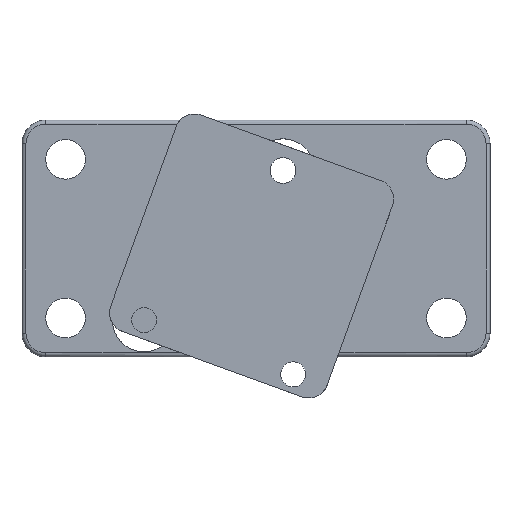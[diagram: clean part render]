
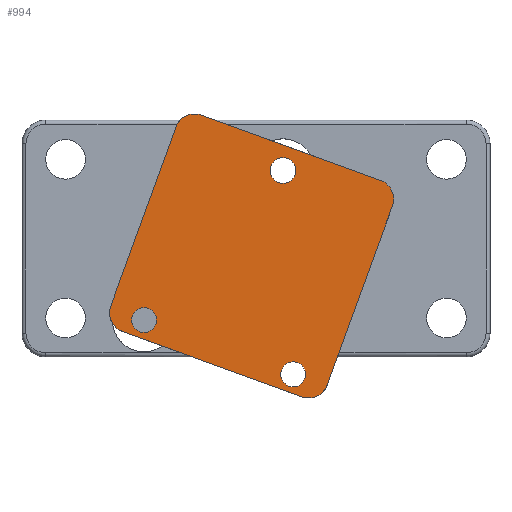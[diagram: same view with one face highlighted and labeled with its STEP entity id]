
A CAD part, top view. The second image highlights one B-rep face of the part: STEP entity #994.
In plain terms, the highlighted planar face has unit normal (0, 0, 1).
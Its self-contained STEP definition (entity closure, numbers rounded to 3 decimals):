
#32=FACE_BOUND('',#341,.T.);
#33=FACE_BOUND('',#342,.T.);
#34=FACE_BOUND('',#343,.T.);
#51=PLANE('',#1117);
#97=LINE('',#1634,#171);
#106=LINE('',#1656,#180);
#109=LINE('',#1664,#183);
#118=LINE('',#1718,#192);
#171=VECTOR('',#1321,10.);
#180=VECTOR('',#1344,10.);
#183=VECTOR('',#1355,10.);
#192=VECTOR('',#1410,10.);
#276=FACE_OUTER_BOUND('',#340,.T.);
#340=EDGE_LOOP('',(#917,#918,#919,#920,#921,#922,#923,#924));
#341=EDGE_LOOP('',(#925));
#342=EDGE_LOOP('',(#926));
#343=EDGE_LOOP('',(#927));
#399=CIRCLE('',#1082,2.5);
#400=CIRCLE('',#1085,2.5);
#403=CIRCLE('',#1091,2.5);
#406=CIRCLE('',#1096,2.5);
#412=CIRCLE('',#1112,1.575);
#413=CIRCLE('',#1114,1.615);
#414=CIRCLE('',#1116,1.575);
#485=VERTEX_POINT('',#1631);
#486=VERTEX_POINT('',#1633);
#490=VERTEX_POINT('',#1647);
#491=VERTEX_POINT('',#1648);
#492=VERTEX_POINT('',#1654);
#493=VERTEX_POINT('',#1659);
#495=VERTEX_POINT('',#1670);
#498=VERTEX_POINT('',#1679);
#506=VERTEX_POINT('',#1720);
#507=VERTEX_POINT('',#1724);
#508=VERTEX_POINT('',#1728);
#605=EDGE_CURVE('',#486,#485,#97,.T.);
#612=EDGE_CURVE('',#490,#491,#399,.T.);
#617=EDGE_CURVE('',#490,#492,#106,.T.);
#620=EDGE_CURVE('',#493,#485,#400,.T.);
#622=EDGE_CURVE('',#493,#491,#109,.T.);
#626=EDGE_CURVE('',#486,#495,#403,.T.);
#630=EDGE_CURVE('',#498,#492,#406,.T.);
#643=EDGE_CURVE('',#498,#495,#118,.T.);
#644=EDGE_CURVE('',#506,#506,#412,.T.);
#646=EDGE_CURVE('',#507,#507,#413,.T.);
#648=EDGE_CURVE('',#508,#508,#414,.T.);
#917=ORIENTED_EDGE('',*,*,#612,.F.);
#918=ORIENTED_EDGE('',*,*,#617,.T.);
#919=ORIENTED_EDGE('',*,*,#630,.F.);
#920=ORIENTED_EDGE('',*,*,#643,.T.);
#921=ORIENTED_EDGE('',*,*,#626,.F.);
#922=ORIENTED_EDGE('',*,*,#605,.T.);
#923=ORIENTED_EDGE('',*,*,#620,.F.);
#924=ORIENTED_EDGE('',*,*,#622,.T.);
#925=ORIENTED_EDGE('',*,*,#646,.T.);
#926=ORIENTED_EDGE('',*,*,#644,.T.);
#927=ORIENTED_EDGE('',*,*,#648,.T.);
#994=ADVANCED_FACE('',(#276,#32,#33,#34),#51,.T.);
#1082=AXIS2_PLACEMENT_3D('',#1649,#1336,#1337);
#1085=AXIS2_PLACEMENT_3D('',#1661,#1349,#1350);
#1091=AXIS2_PLACEMENT_3D('',#1671,#1363,#1364);
#1096=AXIS2_PLACEMENT_3D('',#1680,#1374,#1375);
#1112=AXIS2_PLACEMENT_3D('',#1721,#1413,#1414);
#1114=AXIS2_PLACEMENT_3D('',#1725,#1418,#1419);
#1116=AXIS2_PLACEMENT_3D('',#1729,#1423,#1424);
#1117=AXIS2_PLACEMENT_3D('',#1731,#1426,#1427);
#1321=DIRECTION('',(0.94,-0.342,0.));
#1336=DIRECTION('center_axis',(0.,0.,
-1.));
#1337=DIRECTION('ref_axis',(0.906,0.423,0.));
#1344=DIRECTION('',(-0.94,0.342,0.));
#1349=DIRECTION('center_axis',(0.,0.,
-1.));
#1350=DIRECTION('ref_axis',(0.423,-0.906,0.));
#1355=DIRECTION('',(0.342,0.94,0.));
#1363=DIRECTION('center_axis',(0.,0.,
-1.));
#1364=DIRECTION('ref_axis',(-0.906,-0.423,0.));
#1374=DIRECTION('center_axis',(0.,0.,
-1.));
#1375=DIRECTION('ref_axis',(-0.423,0.906,0.));
#1410=DIRECTION('',(-0.342,-0.94,0.));
#1413=DIRECTION('center_axis',(0.,0.,
-1.));
#1414=DIRECTION('ref_axis',(0.94,-0.342,0.));
#1418=DIRECTION('center_axis',(0.,0.,
-1.));
#1419=DIRECTION('ref_axis',(0.94,-0.342,0.));
#1423=DIRECTION('center_axis',(0.,0.,
-1.));
#1424=DIRECTION('ref_axis',(0.94,-0.342,0.));
#1426=DIRECTION('center_axis',(0.,0.,
1.));
#1427=DIRECTION('ref_axis',(1.,0.,0.));
#1631=CARTESIAN_POINT('',(13.785,-12.034,-32.8));
#1633=CARTESIAN_POINT('',(-8.818,-3.807,-32.8));
#1634=CARTESIAN_POINT('',(-11.168,-2.952,-32.8));
#1647=CARTESIAN_POINT('',(23.708,15.229,-32.8));
#1648=CARTESIAN_POINT('',(25.202,12.025,-32.8));
#1649=CARTESIAN_POINT('Origin',(22.853,12.88,-32.8));
#1654=CARTESIAN_POINT('',(1.105,23.456,-32.8));
#1656=CARTESIAN_POINT('',(26.057,14.374,-32.8));
#1659=CARTESIAN_POINT('',(16.99,-10.54,-32.8));
#1661=CARTESIAN_POINT('Origin',(14.64,-9.685,-32.8));
#1664=CARTESIAN_POINT('',(16.134,-12.889,-32.8));
#1670=CARTESIAN_POINT('',(-10.313,-0.603,-32.8));
#1671=CARTESIAN_POINT('Origin',(-7.963,-1.458,-32.8));
#1679=CARTESIAN_POINT('',(-2.1,21.962,-32.8));
#1680=CARTESIAN_POINT('Origin',(0.25,21.107,-32.8));
#1718=CARTESIAN_POINT('',(-1.245,24.311,-32.8));
#1720=CARTESIAN_POINT('',(-7.593,-1.828,-32.8));
#1721=CARTESIAN_POINT('Origin',(-6.113,-2.367,-32.8));
#1724=CARTESIAN_POINT('',(9.881,17.043,-32.8));
#1725=CARTESIAN_POINT('Origin',(11.399,16.491,-32.8));
#1728=CARTESIAN_POINT('',(11.2,-8.669,-32.8));
#1729=CARTESIAN_POINT('Origin',(12.681,-9.207,-32.8));
#1731=CARTESIAN_POINT('Origin',(7.445,5.711,-32.8));
